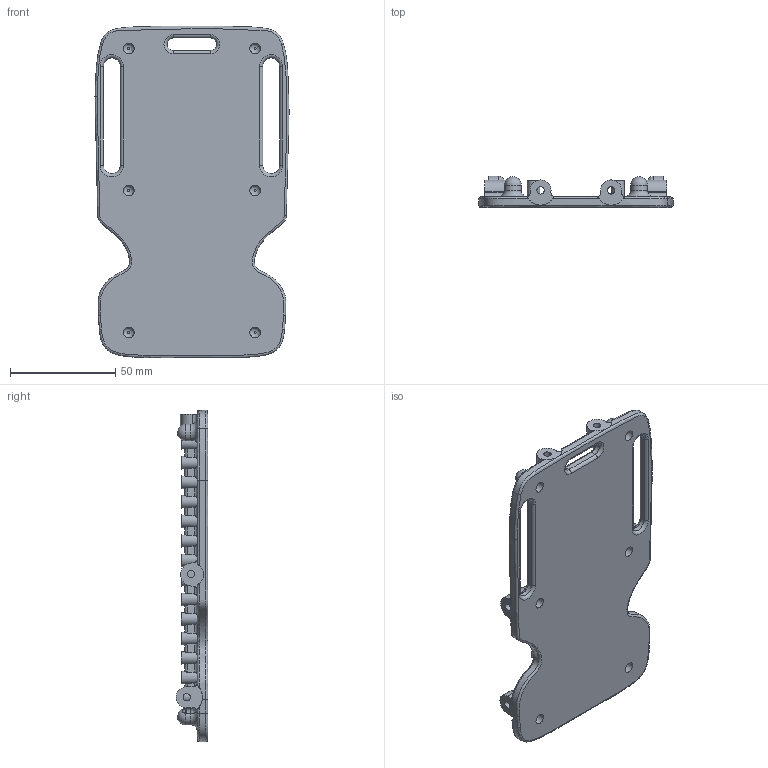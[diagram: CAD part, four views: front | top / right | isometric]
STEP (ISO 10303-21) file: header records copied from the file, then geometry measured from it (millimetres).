
FILE_DESCRIPTION(/* description */ (''),/* implementation_level */ '2;1');
FILE_NAME(/* name */ 'Expansion Frame V1 Extended.stp',/* time_stamp */ '2016-12-09T14:51:58-08:00',/* author */ (''),/* organization */ (''),/* preprocessor_version */ 'ST-DEVELOPER v15.2',/* originating_system */ 'Autodesk Translator Framework v2.0.0.5431',/* authorisation */ '');
FILE_SCHEMA (('AUTOMOTIVE_DESIGN { 1 0 10303 214 3 1 1 }'));
Length unit declared in the file: centimetre
Products named in the file (1): Expansion Frame V1 Extended
Bounding box: 92.23 x 15 x 157.56 mm (x, y, z)
Volume: 67032.3 mm3; surface area: 42397.8 mm2
Topology: 1 solids, 1 shells, 637 faces, 1639 edges, 1031 vertices
Faces by surface type: plane 277, cylinder 250, bspline 76, torus 30, sphere 4
Full cylindrical faces by diameter (mm): 3.5 x6, 4 x30, 5 x6, 6 x30, 8 x2
Entity records: 26022 total; most frequent: CARTESIAN_POINT 11538, ORIENTED_EDGE 3086, DIRECTION 2767, EDGE_CURVE 1543, AXIS2_PLACEMENT_3D 1033, VERTEX_POINT 1015, EDGE_LOOP 758, LINE 701
